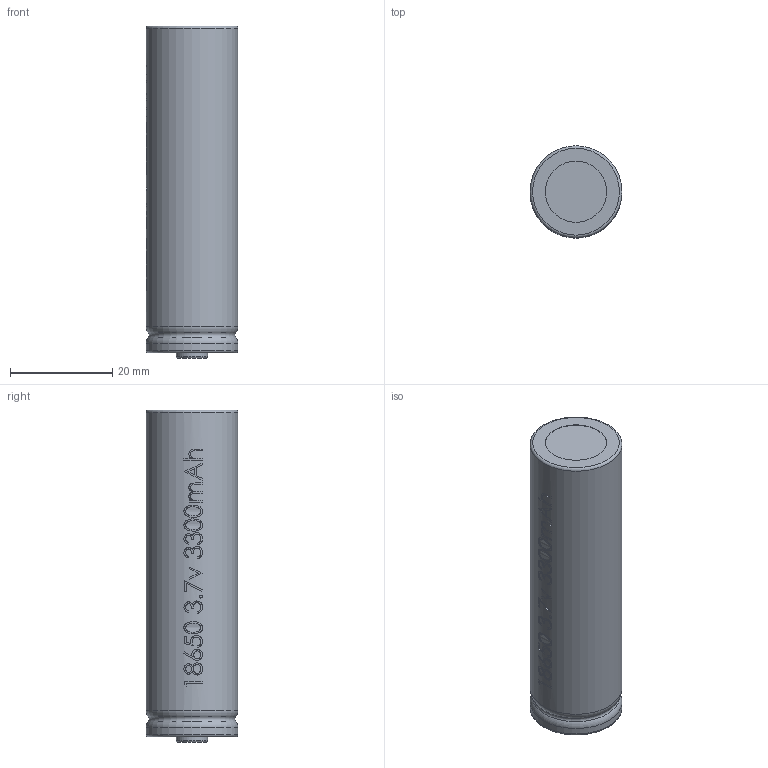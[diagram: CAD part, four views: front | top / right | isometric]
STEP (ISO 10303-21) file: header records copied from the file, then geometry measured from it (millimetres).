
FILE_DESCRIPTION(('HOOPS Exchange Step'),'2;1');
FILE_NAME('18650Model-std.step','2018-08-02T14:12:27+00:00',('SYSTEM'),('Unknown organisation'),'HOOPS Exchange 10.0','HOOPS Exchange','Unknown authorisation');
FILE_SCHEMA( ('AUTOMOTIVE_DESIGN { 1 0 10303 214 1 1 1 1 }') );
Length unit declared in the file: millimetre
Products named in the file (2): Default; 18650Model-std
Assembly tree (1 placements, depth 2):
  18650Model-std
    Default
Bounding box: 18 x 18 x 65 mm (x, y, z)
Volume: 16235 mm3; surface area: 4148.4 mm2
Topology: 1 solids, 1 shells, 230 faces, 601 edges, 400 vertices
Faces by surface type: bspline 141, plane 54, cylinder 29, torus 6
Full cylindrical faces by diameter (mm): 6.15 x1, 6.2 x1, 12 x1, 15 x1, 18 x2
Entity records: 33254 total; most frequent: CARTESIAN_POINT 28743, ORIENTED_EDGE 1202, EDGE_CURVE 601, B_SPLINE_CURVE_WITH_KNOTS 449, DIRECTION 402, VERTEX_POINT 400, EDGE_LOOP 257, FACE_BOUND 257
